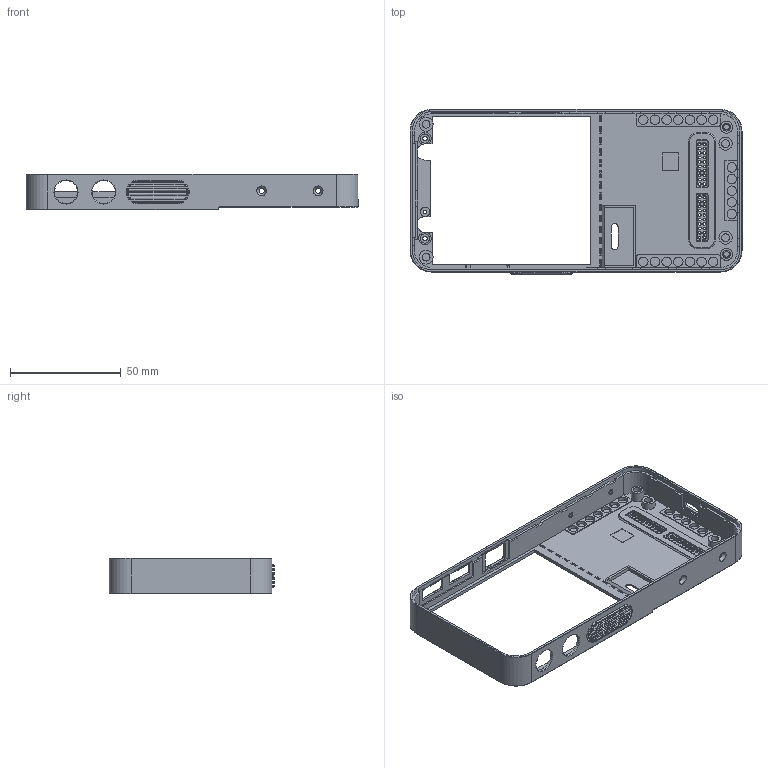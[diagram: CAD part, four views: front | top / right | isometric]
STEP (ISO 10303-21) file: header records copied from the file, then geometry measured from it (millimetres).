
FILE_DESCRIPTION (( 'STEP AP214' ), '1' );
FILE_NAME ('Main Housing Body.STEP', '2024-10-12T06:28:50', ( '' ), ( '' ), 'SwSTEP 2.0', 'SolidWorks 2024', '' );
FILE_SCHEMA (( 'AUTOMOTIVE_DESIGN' ));
Length unit declared in the file: millimetre
Products named in the file (1): Main Housing Body
Bounding box: 149.97 x 74.65 x 16 mm (x, y, z)
Volume: 18546.4 mm3; surface area: 27976 mm2
Topology: 1 solids, 1 shells, 993 faces, 2743 edges, 1744 vertices
Faces by surface type: plane 583, cylinder 278, torus 100, bspline 16, cone 16
Full cylindrical faces by diameter (mm): 1.05 x2, 1.2 x38, 1.65 x1, 2 x2, 2.2 x1, 2.4 x4, 2.5 x2, 3.56 x6, 4.2 x2, 4.228 x1, 4.26 x19, 5.5 x2, 6 x2, 6.3 x2, 10.5 x2
Entity records: 31330 total; most frequent: CARTESIAN_POINT 6379, ORIENTED_EDGE 5122, DIRECTION 5035, EDGE_CURVE 2561, LINE 1739, VECTOR 1739, VERTEX_POINT 1694, AXIS2_PLACEMENT_3D 1648
